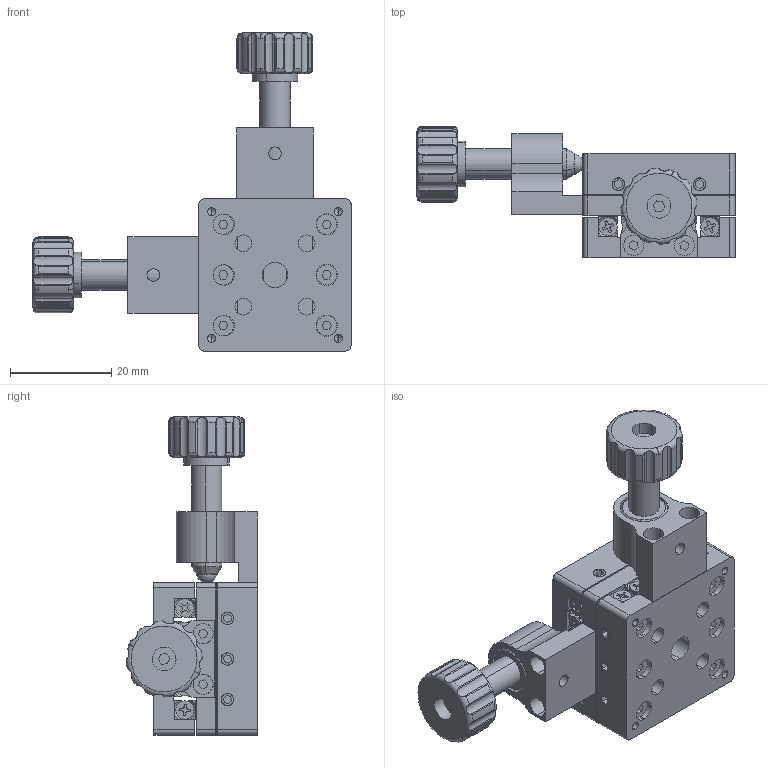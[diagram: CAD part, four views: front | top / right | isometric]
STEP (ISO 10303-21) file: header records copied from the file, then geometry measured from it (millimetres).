
FILE_DESCRIPTION (( 'STEP AP203' ), '1' );
FILE_NAME ('56CTS-2RM.STEP', '2016-05-04T02:43:11', ( '' ), ( '' ), 'SwSTEP 2.0', 'SolidWorks 2016', '' );
FILE_SCHEMA (( 'CONFIG_CONTROL_DESIGN' ));
Products named in the file (1): 56CTS-2RM
Bounding box: 62.73 x 26 x 62.73 mm (x, y, z)
Volume: 22490 mm3; surface area: 25264.8 mm2
Topology: 65 solids, 65 shells, 1652 faces, 4187 edges, 2706 vertices
Faces by surface type: plane 803, cylinder 595, cone 242, torus 8, sphere 4
Entity records: 51512 total; most frequent: CARTESIAN_POINT 11262, DIRECTION 8291, ORIENTED_EDGE 8278, EDGE_CURVE 4139, AXIS2_PLACEMENT_3D 2947, VERTEX_POINT 2700, VECTOR 2397, LINE 2397
